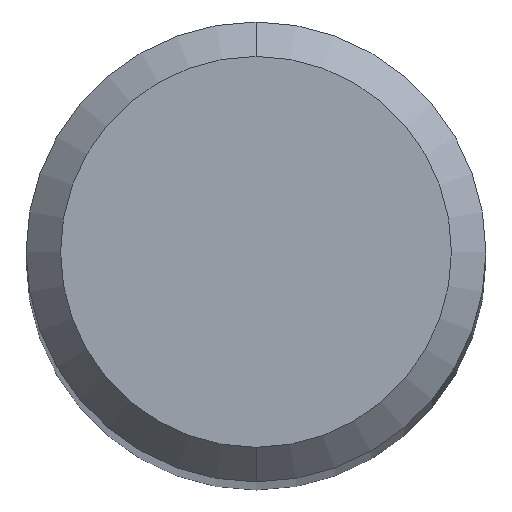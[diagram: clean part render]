
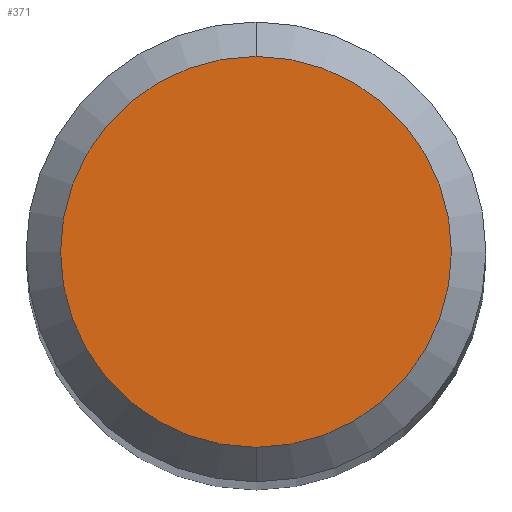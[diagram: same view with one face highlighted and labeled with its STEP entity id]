
A CAD part, top view. The second image highlights one B-rep face of the part: STEP entity #371.
In plain terms, the highlighted planar face has unit normal (0, 0, 1).
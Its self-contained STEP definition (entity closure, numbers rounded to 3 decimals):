
#209=VERTEX_POINT('',#530);
#221=EDGE_CURVE('',#267,#209,#542,.T.);
#267=VERTEX_POINT('',#598);
#353=EDGE_CURVE('',#209,#267,#691,.T.);
#371=ADVANCED_FACE('',(#709),#710,.T.);
#530=CARTESIAN_POINT('',(0.,-1.7,0.0));
#542=CIRCLE('',#929,1.7);
#598=CARTESIAN_POINT('',(0.0,1.7,0.0));
#691=CIRCLE('',#1174,1.7);
#709=FACE_OUTER_BOUND('',#1200,.T.);
#710=PLANE('',#1201);
#929=AXIS2_PLACEMENT_3D('',#1533,#1534,#1535);
#1174=AXIS2_PLACEMENT_3D('',#1729,#1730,#1731);
#1200=EDGE_LOOP('',(#1742,#1743));
#1201=AXIS2_PLACEMENT_3D('',#1744,#1745,#1746);
#1533=CARTESIAN_POINT('',(0.0,0.0,0.0));
#1534=DIRECTION('',(0.0,0.0,-1.0));
#1535=DIRECTION('',(0.0,1.0,0.0));
#1729=CARTESIAN_POINT('',(0.0,0.0,0.0));
#1730=DIRECTION('',(0.0,0.0,-1.0));
#1731=DIRECTION('',(0.0,1.0,0.0));
#1742=ORIENTED_EDGE('',*,*,#221,.F.);
#1743=ORIENTED_EDGE('',*,*,#353,.F.);
#1744=CARTESIAN_POINT('',(0.0,0.85,0.0));
#1745=DIRECTION('',(-0.0,0.0,1.0));
#1746=DIRECTION('',(0.0,-1.0,0.0));
